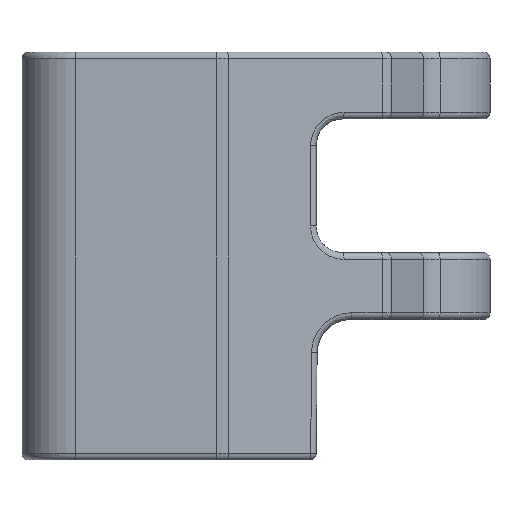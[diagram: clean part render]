
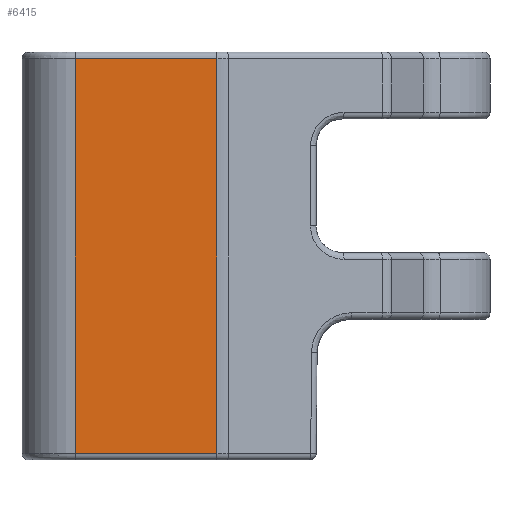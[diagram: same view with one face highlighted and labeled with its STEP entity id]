
A CAD part, left-side view. The second image highlights one B-rep face of the part: STEP entity #6415.
In plain terms, the highlighted planar face has unit normal (-1, 0, 0).
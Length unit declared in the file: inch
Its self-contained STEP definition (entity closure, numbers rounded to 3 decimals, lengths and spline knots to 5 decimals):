
#408=LINE('',#11204,#825);
#534=LINE('',#12599,#951);
#535=LINE('',#12601,#952);
#536=LINE('',#12602,#953);
#825=VECTOR('',#7780,0.41598);
#951=VECTOR('',#8234,1.16142);
#952=VECTOR('',#8235,1.16142);
#953=VECTOR('',#8236,0.41598);
#1200=PLANE('',#6984);
#1411=FACE_OUTER_BOUND('',#1826,.T.);
#1826=EDGE_LOOP('',(#4939,#4940,#4941,#4942));
#2795=VERTEX_POINT('',#11200);
#2796=VERTEX_POINT('',#11202);
#2936=VERTEX_POINT('',#12598);
#2937=VERTEX_POINT('',#12600);
#3444=EDGE_CURVE('',#2795,#2796,#408,.T.);
#3678=EDGE_CURVE('',#2795,#2936,#534,.T.);
#3679=EDGE_CURVE('',#2796,#2937,#535,.T.);
#3680=EDGE_CURVE('',#2937,#2936,#536,.T.);
#4939=ORIENTED_EDGE('',*,*,#3678,.F.);
#4940=ORIENTED_EDGE('',*,*,#3444,.T.);
#4941=ORIENTED_EDGE('',*,*,#3679,.T.);
#4942=ORIENTED_EDGE('',*,*,#3680,.T.);
#6415=ADVANCED_FACE('',(#1411),#1200,.T.);
#6984=AXIS2_PLACEMENT_3D('',#12597,#8232,#8233);
#7780=DIRECTION('',(0.,-1.,0.));
#8232=DIRECTION('center_axis',(-1.,0.,0.));
#8233=DIRECTION('ref_axis',(0.,0.,1.));
#8234=DIRECTION('',(0.,0.,1.));
#8235=DIRECTION('',(0.,0.,1.));
#8236=DIRECTION('',(0.,1.,0.));
#11200=CARTESIAN_POINT('',(-0.49213,0.15748,-0.7874));
#11202=CARTESIAN_POINT('',(-0.49213,-0.2585,-0.7874));
#11204=CARTESIAN_POINT('',(-0.49213,0.15748,-0.7874));
#12597=CARTESIAN_POINT('Origin',(-0.49213,0.31496,-0.3937));
#12598=CARTESIAN_POINT('',(-0.49213,0.15748,0.37402));
#12599=CARTESIAN_POINT('',(-0.49213,0.15748,-0.7874));
#12600=CARTESIAN_POINT('',(-0.49213,-0.2585,0.37402));
#12601=CARTESIAN_POINT('',(-0.49213,-0.2585,-0.7874));
#12602=CARTESIAN_POINT('',(-0.49213,-0.2585,0.37402));
